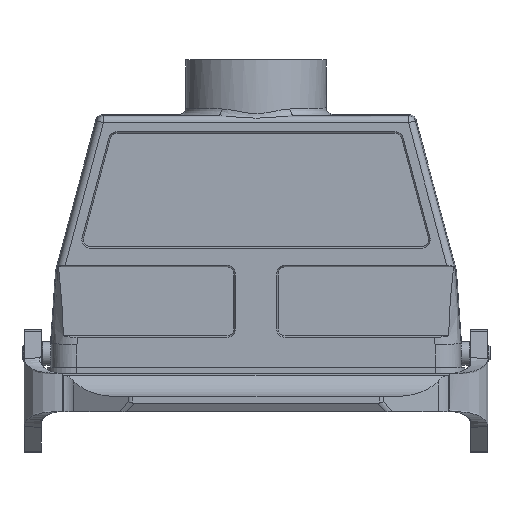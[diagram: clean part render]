
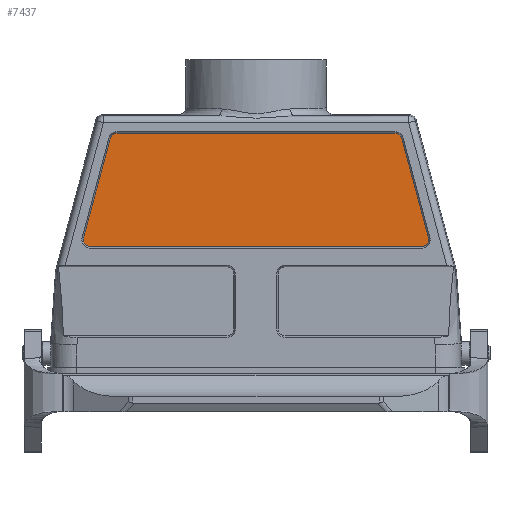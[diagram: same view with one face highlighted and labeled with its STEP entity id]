
A CAD part, front view. The second image highlights one B-rep face of the part: STEP entity #7437.
In plain terms, the highlighted planar face has unit normal (0, -1, 0).
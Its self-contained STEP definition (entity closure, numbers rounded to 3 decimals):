
#7362=CARTESIAN_POINT('',(0.0,-20.3,0.0));
#7363=DIRECTION('',(0.0,-1.0,0.0));
#7364=DIRECTION('',(0.0,0.0,-1.0));
#7365=AXIS2_PLACEMENT_3D('',#7362,#7363,#7364);
#7366=PLANE('',#7365);
#7367=CARTESIAN_POINT('',(-48.324,-20.3,28.287));
#7368=VERTEX_POINT('',#7367);
#7369=CARTESIAN_POINT('',(48.324,-20.3,28.287));
#7370=VERTEX_POINT('',#7369);
#7371=CARTESIAN_POINT('',(-48.324,-20.3,28.287));
#7372=DIRECTION('',(1.0,0.0,0.0));
#7373=VECTOR('',#7372,96.648);
#7374=LINE('',#7371,#7373);
#7375=EDGE_CURVE('',#7368,#7370,#7374,.T.);
#7376=ORIENTED_EDGE('',*,*,#7375,.T.);
#7377=CARTESIAN_POINT('',(50.317,-20.3,30.884));
#7378=VERTEX_POINT('',#7377);
#7379=CARTESIAN_POINT('',(48.324,-20.3,30.35));
#7380=DIRECTION('',(0.0,-1.0,0.0));
#7381=DIRECTION('',(0.0,0.0,-1.0));
#7382=AXIS2_PLACEMENT_3D('',#7379,#7380,#7381);
#7383=CIRCLE('',#7382,2.063);
#7384=EDGE_CURVE('',#7370,#7378,#7383,.T.);
#7385=ORIENTED_EDGE('',*,*,#7384,.T.);
#7386=CARTESIAN_POINT('',(42.546,-20.3,59.884));
#7387=VERTEX_POINT('',#7386);
#7388=CARTESIAN_POINT('',(42.546,-20.3,59.884));
#7389=DIRECTION('',(0.259,0.0,-0.966));
#7390=VECTOR('',#7389,30.023);
#7391=LINE('',#7388,#7390);
#7392=EDGE_CURVE('',#7387,#7378,#7391,.T.);
#7393=ORIENTED_EDGE('',*,*,#7392,.F.);
#7394=CARTESIAN_POINT('',(40.553,-20.3,61.413));
#7395=VERTEX_POINT('',#7394);
#7396=CARTESIAN_POINT('',(40.553,-20.3,59.35));
#7397=DIRECTION('',(0.0,1.0,0.0));
#7398=DIRECTION('',(0.0,0.0,-1.0));
#7399=AXIS2_PLACEMENT_3D('',#7396,#7397,#7398);
#7400=CIRCLE('',#7399,2.063);
#7401=EDGE_CURVE('',#7395,#7387,#7400,.T.);
#7402=ORIENTED_EDGE('',*,*,#7401,.F.);
#7403=CARTESIAN_POINT('',(-40.553,-20.3,61.413));
#7404=VERTEX_POINT('',#7403);
#7405=CARTESIAN_POINT('',(-40.553,-20.3,61.413));
#7406=DIRECTION('',(1.0,0.0,0.0));
#7407=VECTOR('',#7406,81.107);
#7408=LINE('',#7405,#7407);
#7409=EDGE_CURVE('',#7404,#7395,#7408,.T.);
#7410=ORIENTED_EDGE('',*,*,#7409,.F.);
#7411=CARTESIAN_POINT('',(-42.546,-20.3,59.884));
#7412=VERTEX_POINT('',#7411);
#7413=CARTESIAN_POINT('',(-40.553,-20.3,59.35));
#7414=DIRECTION('',(0.0,-1.0,0.0));
#7415=DIRECTION('',(0.0,0.0,-1.0));
#7416=AXIS2_PLACEMENT_3D('',#7413,#7414,#7415);
#7417=CIRCLE('',#7416,2.063);
#7418=EDGE_CURVE('',#7404,#7412,#7417,.T.);
#7419=ORIENTED_EDGE('',*,*,#7418,.T.);
#7420=CARTESIAN_POINT('',(-50.317,-20.3,30.884));
#7421=VERTEX_POINT('',#7420);
#7422=CARTESIAN_POINT('',(-42.546,-20.3,59.884));
#7423=DIRECTION('',(-0.259,0.0,-0.966));
#7424=VECTOR('',#7423,30.023);
#7425=LINE('',#7422,#7424);
#7426=EDGE_CURVE('',#7412,#7421,#7425,.T.);
#7427=ORIENTED_EDGE('',*,*,#7426,.T.);
#7428=CARTESIAN_POINT('',(-48.324,-20.3,30.35));
#7429=DIRECTION('',(0.0,-1.0,0.0));
#7430=DIRECTION('',(0.0,0.0,-1.0));
#7431=AXIS2_PLACEMENT_3D('',#7428,#7429,#7430);
#7432=CIRCLE('',#7431,2.063);
#7433=EDGE_CURVE('',#7421,#7368,#7432,.T.);
#7434=ORIENTED_EDGE('',*,*,#7433,.T.);
#7435=EDGE_LOOP('',(#7376,#7385,#7393,#7402,#7410,#7419,#7427,#7434));
#7436=FACE_OUTER_BOUND('',#7435,.T.);
#7437=ADVANCED_FACE('',(#7436),#7366,.T.);
